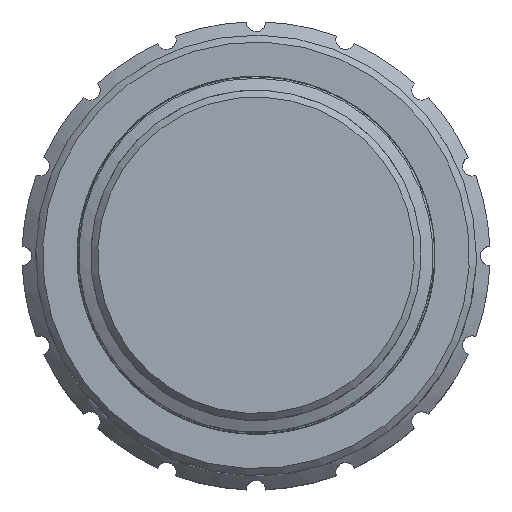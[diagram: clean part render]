
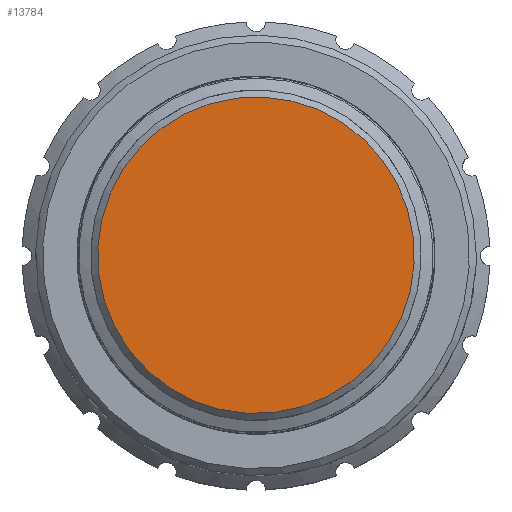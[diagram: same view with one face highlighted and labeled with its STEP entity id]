
A CAD part, top view. The second image highlights one B-rep face of the part: STEP entity #13784.
In plain terms, the highlighted planar face has unit normal (0, 0, 1).
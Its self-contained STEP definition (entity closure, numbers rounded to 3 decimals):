
#507 = VERTEX_POINT ( 'NONE', #7721 ) ;
#867 = FACE_OUTER_BOUND ( 'NONE', #8757, .T. ) ;
#2178 = DIRECTION ( 'NONE',  ( 0.998, -0.055, 0. ) ) ;
#3075 = CIRCLE ( 'NONE', #12630, 11.5 ) ;
#4325 = AXIS2_PLACEMENT_3D ( 'NONE', #9285, #15003, #2178 ) ;
#7721 = CARTESIAN_POINT ( 'NONE',  ( -111.18, 21.385, 32.092 ) ) ;
#8757 = EDGE_LOOP ( 'NONE', ( #10352 ) ) ;
#9285 = CARTESIAN_POINT ( 'NONE',  ( -122.663, 22.015, 32.092 ) ) ;
#9316 = CARTESIAN_POINT ( 'NONE',  ( -122.663, 22.015, 32.092 ) ) ;
#9443 = EDGE_CURVE ( 'NONE', #507, #507, #3075, .T. ) ;
#10352 = ORIENTED_EDGE ( 'NONE', *, *, #9443, .T. ) ;
#12630 = AXIS2_PLACEMENT_3D ( 'NONE', #9316, #13365, #17748 ) ;
#13365 = DIRECTION ( 'NONE',  ( 0., 0., 1. ) ) ;
#13784 = ADVANCED_FACE ( 'NONE', ( #867 ), #16692, .T. ) ;
#15003 = DIRECTION ( 'NONE',  ( 0., 0., 1. ) ) ;
#16692 = PLANE ( 'NONE',  #4325 ) ;
#17748 = DIRECTION ( 'NONE',  ( 0.998, -0.055, 0. ) ) ;
